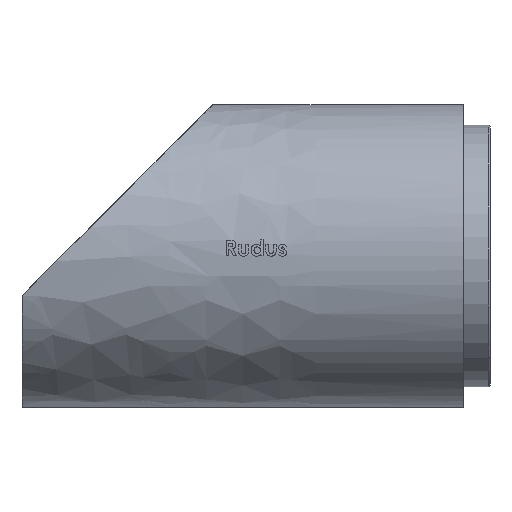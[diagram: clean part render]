
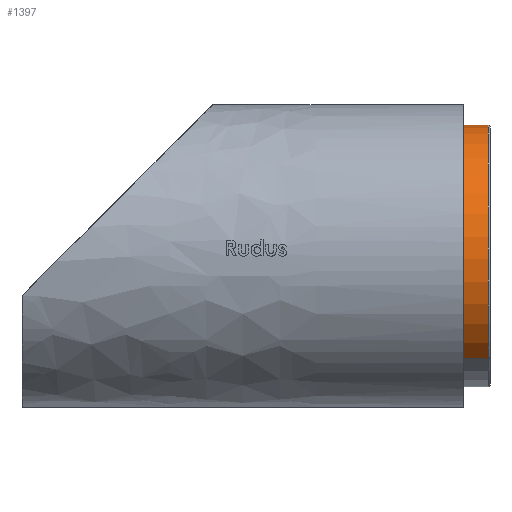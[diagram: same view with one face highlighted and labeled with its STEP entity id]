
A CAD part, front view. The second image highlights one B-rep face of the part: STEP entity #1397.
In plain terms, the highlighted cylindrical face has radius 665 mm (diameter 1330 mm), a partial arc.
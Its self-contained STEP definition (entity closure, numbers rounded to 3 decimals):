
#1241 = VECTOR ( 'NONE', #10995, 1000. ) ;
#1397 = ADVANCED_FACE ( 'NONE', ( #12313 ), #15892, .T. ) ;
#1773 = DIRECTION ( 'NONE',  ( 0., 0., -1. ) ) ;
#2196 = CARTESIAN_POINT ( 'NONE',  ( -520.228, 414.231, 2240. ) ) ;
#2253 = VERTEX_POINT ( 'NONE', #17777 ) ;
#2384 = VERTEX_POINT ( 'NONE', #12576 ) ;
#2864 = ORIENTED_EDGE ( 'NONE', *, *, #22461, .F. ) ;
#3966 = AXIS2_PLACEMENT_3D ( 'NONE', #10953, #9221, #4548 ) ;
#4548 = DIRECTION ( 'NONE',  ( -0.782, 0.623, 0. ) ) ;
#4861 = DIRECTION ( 'NONE',  ( 0., 0., -1. ) ) ;
#4972 = CARTESIAN_POINT ( 'NONE',  ( 0., 0., 2365. ) ) ;
#5782 = CARTESIAN_POINT ( 'NONE',  ( -520.228, 414.231, 2365. ) ) ;
#6091 = ORIENTED_EDGE ( 'NONE', *, *, #11014, .T. ) ;
#6152 = VERTEX_POINT ( 'NONE', #5782 ) ;
#6837 = DIRECTION ( 'NONE',  ( 0., 0., -1. ) ) ;
#8202 = VECTOR ( 'NONE', #6837, 1000. ) ;
#9221 = DIRECTION ( 'NONE',  ( 0., 0., -1. ) ) ;
#9479 = ORIENTED_EDGE ( 'NONE', *, *, #12770, .F. ) ;
#9505 = CIRCLE ( 'NONE', #3966, 665. ) ;
#10202 = LINE ( 'NONE', #14008, #8202 ) ;
#10953 = CARTESIAN_POINT ( 'NONE',  ( 0., 0., 2240. ) ) ;
#10995 = DIRECTION ( 'NONE',  ( 0., 0., -1. ) ) ;
#11014 = EDGE_CURVE ( 'NONE', #2384, #2253, #10202, .T. ) ;
#12313 = FACE_OUTER_BOUND ( 'NONE', #12720, .T. ) ;
#12576 = CARTESIAN_POINT ( 'NONE',  ( 520.228, -414.231, 2365. ) ) ;
#12720 = EDGE_LOOP ( 'NONE', ( #15610, #6091, #2864, #9479 ) ) ;
#12770 = EDGE_CURVE ( 'NONE', #6152, #15010, #21864, .T. ) ;
#13178 = CIRCLE ( 'NONE', #16136, 665. ) ;
#14008 = CARTESIAN_POINT ( 'NONE',  ( 520.228, -414.231, 2240. ) ) ;
#14155 = CARTESIAN_POINT ( 'NONE',  ( 0., 0., 2240. ) ) ;
#15010 = VERTEX_POINT ( 'NONE', #15932 ) ;
#15610 = ORIENTED_EDGE ( 'NONE', *, *, #19275, .T. ) ;
#15892 = CYLINDRICAL_SURFACE ( 'NONE', #20298, 665. ) ;
#15932 = CARTESIAN_POINT ( 'NONE',  ( -520.228, 414.231, 2240. ) ) ;
#16136 = AXIS2_PLACEMENT_3D ( 'NONE', #4972, #4861, #17124 ) ;
#17124 = DIRECTION ( 'NONE',  ( -0.782, 0.623, 0. ) ) ;
#17777 = CARTESIAN_POINT ( 'NONE',  ( 520.228, -414.231, 2240. ) ) ;
#18086 = DIRECTION ( 'NONE',  ( -0.782, 0.623, 0. ) ) ;
#19275 = EDGE_CURVE ( 'NONE', #6152, #2384, #13178, .T. ) ;
#20298 = AXIS2_PLACEMENT_3D ( 'NONE', #14155, #1773, #18086 ) ;
#21864 = LINE ( 'NONE', #2196, #1241 ) ;
#22461 = EDGE_CURVE ( 'NONE', #15010, #2253, #9505, .T. ) ;
